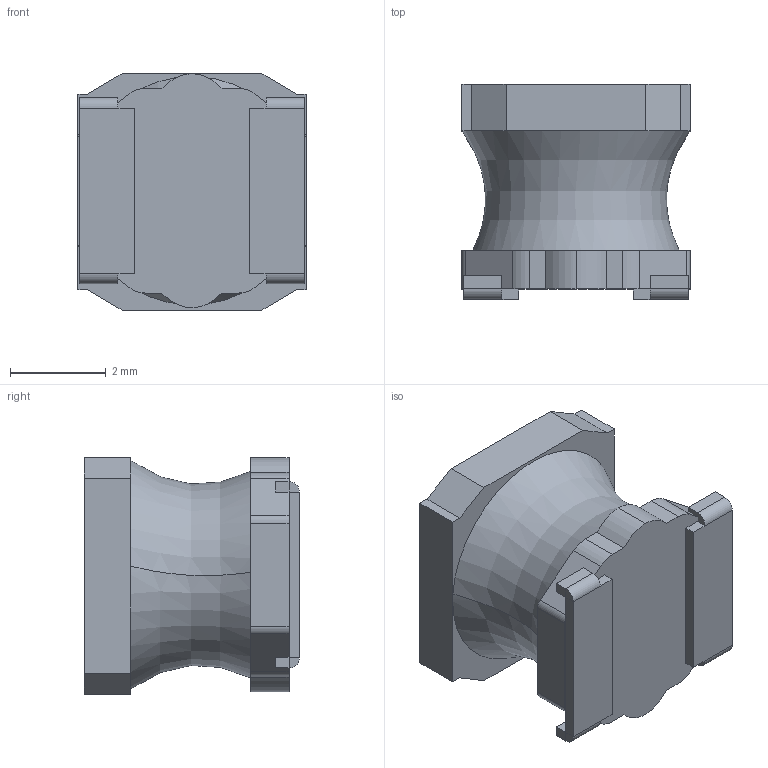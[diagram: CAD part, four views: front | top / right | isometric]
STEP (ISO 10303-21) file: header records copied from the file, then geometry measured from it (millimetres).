
FILE_DESCRIPTION (( 'STEP AP214' ), '1' );
FILE_NAME ('VLS5045EX-100M.STEP', '2018-09-12T23:57:29', ( '' ), ( '' ), 'SwSTEP 2.0', 'SolidWorks 2017', '' );
FILE_SCHEMA (( 'AUTOMOTIVE_DESIGN' ));
Length unit declared in the file: millimetre
Products named in the file (1): VLS5045EX-100M
Bounding box: 4.78 x 4.5 x 4.95 mm (x, y, z)
Volume: 71.4 mm3; surface area: 139.1 mm2
Topology: 4 solids, 4 shells, 87 faces, 205 edges, 128 vertices
Faces by surface type: plane 66, cylinder 16, bspline 5
Entity records: 2762 total; most frequent: CARTESIAN_POINT 725, ORIENTED_EDGE 410, DIRECTION 393, EDGE_CURVE 205, LINE 159, VECTOR 159, VERTEX_POINT 128, AXIS2_PLACEMENT_3D 117
